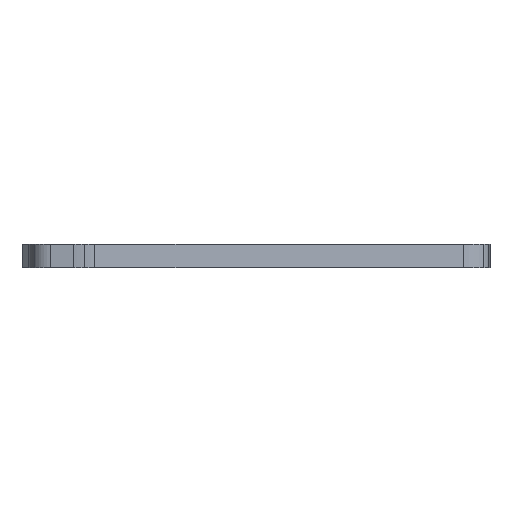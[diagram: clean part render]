
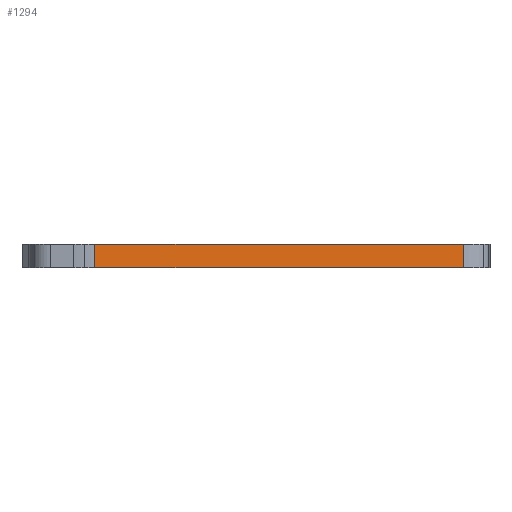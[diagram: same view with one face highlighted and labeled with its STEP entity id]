
A CAD part, left-side view. The second image highlights one B-rep face of the part: STEP entity #1294.
In plain terms, the highlighted planar face has unit normal (-0.994, -0.113, 0).
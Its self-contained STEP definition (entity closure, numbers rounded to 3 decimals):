
#82 = CARTESIAN_POINT ( 'NONE',  ( -34.949, 13.761, 0. ) ) ;
#140 = ORIENTED_EDGE ( 'NONE', *, *, #1256, .F. ) ;
#146 = VECTOR ( 'NONE', #1433, 1000. ) ;
#161 = VERTEX_POINT ( 'NONE', #618 ) ;
#180 = EDGE_LOOP ( 'NONE', ( #539, #608, #140, #1170 ) ) ;
#306 = FACE_OUTER_BOUND ( 'NONE', #180, .T. ) ;
#309 = DIRECTION ( 'NONE',  ( 0., 0., -1. ) ) ;
#358 = CARTESIAN_POINT ( 'NONE',  ( -31.364, -17.702, 0. ) ) ;
#387 = DIRECTION ( 'NONE',  ( 0.113, -0.994, 0. ) ) ;
#409 = PLANE ( 'NONE',  #418 ) ;
#418 = AXIS2_PLACEMENT_3D ( 'NONE', #1384, #594, #1275 ) ;
#419 = VECTOR ( 'NONE', #309, 1000. ) ;
#453 = CARTESIAN_POINT ( 'NONE',  ( -34.949, 13.761, 2. ) ) ;
#519 = CARTESIAN_POINT ( 'NONE',  ( -34.949, 13.761, 0. ) ) ;
#539 = ORIENTED_EDGE ( 'NONE', *, *, #1143, .T. ) ;
#594 = DIRECTION ( 'NONE',  ( 0.994, 0.113, 0. ) ) ;
#608 = ORIENTED_EDGE ( 'NONE', *, *, #1051, .F. ) ;
#618 = CARTESIAN_POINT ( 'NONE',  ( -34.949, 13.761, 2. ) ) ;
#633 = VECTOR ( 'NONE', #756, 1000. ) ;
#756 = DIRECTION ( 'NONE',  ( 0., 0., -1. ) ) ;
#792 = VECTOR ( 'NONE', #387, 1000. ) ;
#940 = LINE ( 'NONE', #1189, #633 ) ;
#1029 = VERTEX_POINT ( 'NONE', #519 ) ;
#1042 = CARTESIAN_POINT ( 'NONE',  ( -31.364, -17.702, 2. ) ) ;
#1051 = EDGE_CURVE ( 'NONE', #1455, #1260, #940, .T. ) ;
#1143 = EDGE_CURVE ( 'NONE', #1029, #1260, #1359, .T. ) ;
#1151 = EDGE_CURVE ( 'NONE', #161, #1029, #1329, .T. ) ;
#1170 = ORIENTED_EDGE ( 'NONE', *, *, #1151, .T. ) ;
#1189 = CARTESIAN_POINT ( 'NONE',  ( -31.364, -17.702, 2. ) ) ;
#1237 = CARTESIAN_POINT ( 'NONE',  ( -34.949, 13.761, 2. ) ) ;
#1256 = EDGE_CURVE ( 'NONE', #161, #1455, #1379, .T. ) ;
#1260 = VERTEX_POINT ( 'NONE', #358 ) ;
#1275 = DIRECTION ( 'NONE',  ( -0.113, 0.994, 0. ) ) ;
#1294 = ADVANCED_FACE ( 'NONE', ( #306 ), #409, .F. ) ;
#1329 = LINE ( 'NONE', #1237, #419 ) ;
#1359 = LINE ( 'NONE', #82, #146 ) ;
#1379 = LINE ( 'NONE', #453, #792 ) ;
#1384 = CARTESIAN_POINT ( 'NONE',  ( -34.949, 13.761, 2. ) ) ;
#1433 = DIRECTION ( 'NONE',  ( 0.113, -0.994, 0. ) ) ;
#1455 = VERTEX_POINT ( 'NONE', #1042 ) ;
